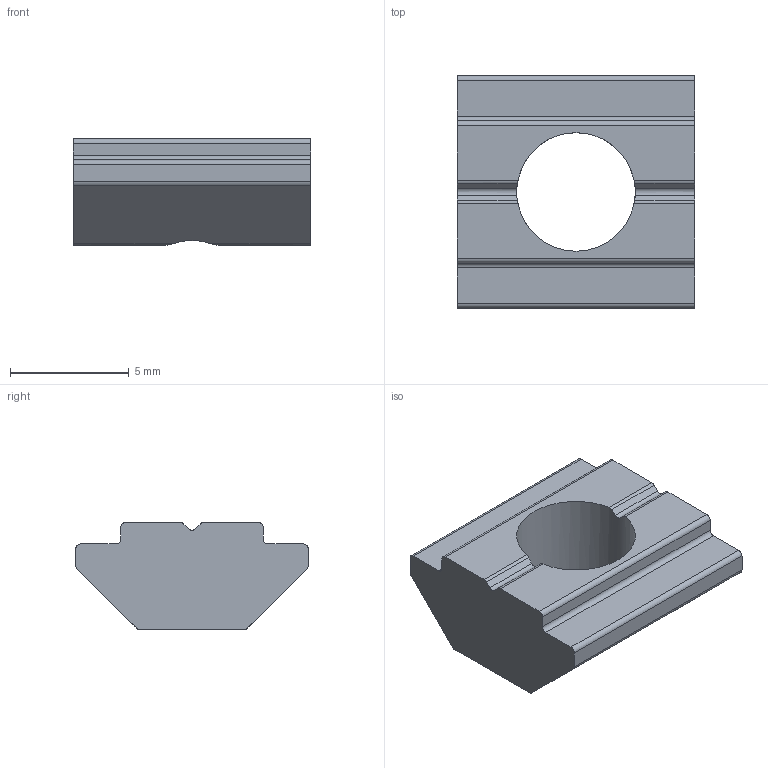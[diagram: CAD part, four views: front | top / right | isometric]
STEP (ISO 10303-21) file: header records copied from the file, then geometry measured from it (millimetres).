
FILE_DESCRIPTION(('STEP AP203'),'1');
FILE_NAME('FIXE06B1127.stp','2023-10-16T15:01:42',(' '),(' '),'Spatial InterOp 3D',' ',' ');
FILE_SCHEMA(('CONFIG_CONTROL_DESIGN'));
Length unit declared in the file: millimetre
Products named in the file (1): Ecrou coulisseau 6-20 St M6
Bounding box: 10 x 9.8 x 4.5 mm (x, y, z)
Volume: 249.9 mm3; surface area: 349.1 mm2
Topology: 1 solids, 1 shells, 37 faces, 110 edges, 73 vertices
Faces by surface type: cylinder 19, plane 18
Full cylindrical faces by diameter (mm): 5 x1
Entity records: 1420 total; most frequent: CARTESIAN_POINT 252, ORIENTED_EDGE 216, DIRECTION 210, EDGE_CURVE 108, AXIS2_PLACEMENT_3D 74, VERTEX_POINT 72, LINE 62, VECTOR 62
